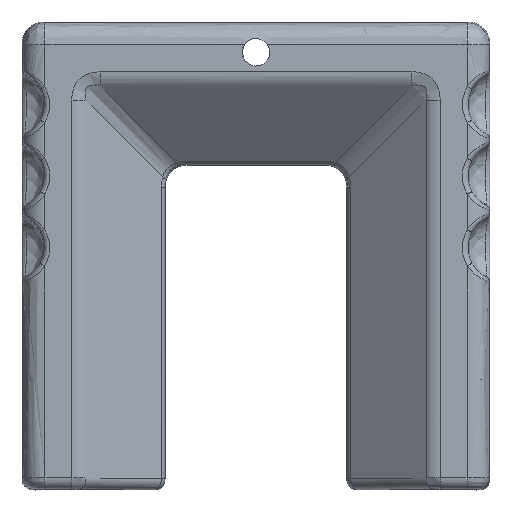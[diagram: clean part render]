
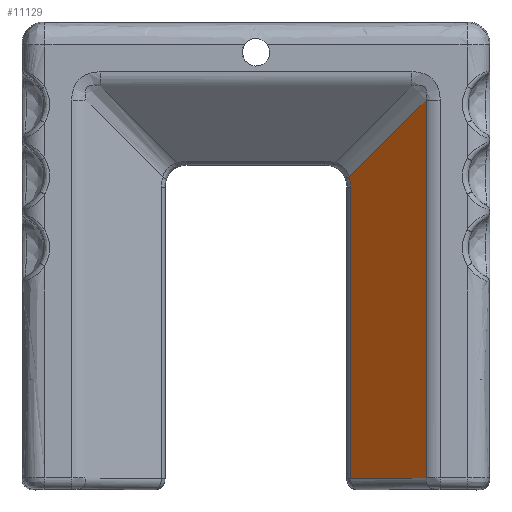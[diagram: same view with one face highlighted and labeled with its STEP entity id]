
A CAD part, front view. The second image highlights one B-rep face of the part: STEP entity #11129.
In plain terms, the highlighted free-form (B-spline) face has degree [1, 1] with [2, 2] control points.
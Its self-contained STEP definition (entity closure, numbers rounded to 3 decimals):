
#10139=CARTESIAN_POINT('',(16.922,-1.854,-2.148));
#10140=VERTEX_POINT('',#10139);
#10154=CARTESIAN_POINT('',(30.885,-13.565,11.814));
#10155=VERTEX_POINT('',#10154);
#10156=CARTESIAN_POINT('',(30.885,-13.565,11.814));
#10157=CARTESIAN_POINT('',(16.922,-1.854,-2.148));
#10158=QUASI_UNIFORM_CURVE('',1,(#10156,#10157),.UNSPECIFIED.,.F.,.U.);
#10159=EDGE_CURVE('',#10155,#10140,#10158,.T.);
#10362=CARTESIAN_POINT('',(30.885,-13.565,-56.798));
#10363=VERTEX_POINT('',#10362);
#10364=CARTESIAN_POINT('',(30.885,-13.565,-56.798));
#10365=CARTESIAN_POINT('',(30.885,-13.565,11.814));
#10366=QUASI_UNIFORM_CURVE('',1,(#10364,#10365),.UNSPECIFIED.,.F.,.U.);
#10367=EDGE_CURVE('',#10363,#10155,#10366,.T.);
#11098=CARTESIAN_POINT('',(16.225,-1.269,-60.436));
#11099=CARTESIAN_POINT('',(31.582,-14.15,-60.436));
#11100=CARTESIAN_POINT('',(16.225,-1.269,15.252));
#11101=CARTESIAN_POINT('',(31.582,-14.15,15.252));
#11102=B_SPLINE_SURFACE_WITH_KNOTS('',1,1,((#11098,#11100),(#11099,#11101)),.UNSPECIFIED.,.F.,.F.,.U.,(2,2),(2,2),(0.0,20.044),(0.0,75.687),.UNSPECIFIED.);
#11103=CARTESIAN_POINT('',(17.215,-2.099,-4.0));
#11104=VERTEX_POINT('',#11103);
#11105=CARTESIAN_POINT('',(16.922,-1.854,-2.148));
#11106=CARTESIAN_POINT('',(17.012,-1.929,-2.422));
#11107=CARTESIAN_POINT('',(17.161,-2.054,-3.029));
#11108=CARTESIAN_POINT('',(17.214,-2.099,-3.663));
#11109=CARTESIAN_POINT('',(17.215,-2.099,-4.0));
#11110=B_SPLINE_CURVE_WITH_KNOTS('',3,(#11105,#11106,#11107,#11108,#11109),.UNSPECIFIED.,.F.,.U.,(4,1,4),(0.,0.892,1.903),.UNSPECIFIED.);
#11111=EDGE_CURVE('',#10140,#11104,#11110,.T.);
#11112=ORIENTED_EDGE('',*,*,#11111,.T.);
#11113=CARTESIAN_POINT('',(17.215,-2.099,-56.999));
#11114=VERTEX_POINT('',#11113);
#11115=CARTESIAN_POINT('',(17.215,-2.099,-4.0));
#11116=CARTESIAN_POINT('',(17.215,-2.099,-56.999));
#11117=QUASI_UNIFORM_CURVE('',1,(#11115,#11116),.UNSPECIFIED.,.F.,.U.);
#11118=EDGE_CURVE('',#11104,#11114,#11117,.T.);
#11119=ORIENTED_EDGE('',*,*,#11118,.T.);
#11120=CARTESIAN_POINT('',(17.215,-2.099,-56.999));
#11121=CARTESIAN_POINT('',(30.885,-13.565,-56.798));
#11122=QUASI_UNIFORM_CURVE('',1,(#11120,#11121),.UNSPECIFIED.,.F.,.U.);
#11123=EDGE_CURVE('',#11114,#10363,#11122,.T.);
#11124=ORIENTED_EDGE('',*,*,#11123,.T.);
#11125=ORIENTED_EDGE('',*,*,#10367,.T.);
#11126=ORIENTED_EDGE('',*,*,#10159,.T.);
#11127=EDGE_LOOP('',(#11112,#11119,#11124,#11125,#11126));
#11128=FACE_OUTER_BOUND('',#11127,.T.);
#11129=ADVANCED_FACE('',(#11128),#11102,.T.);
